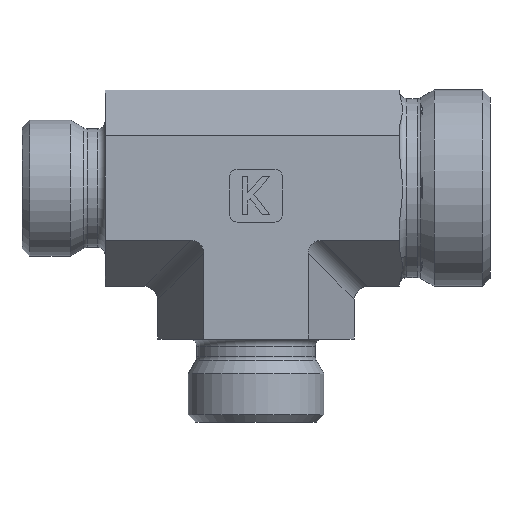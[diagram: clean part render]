
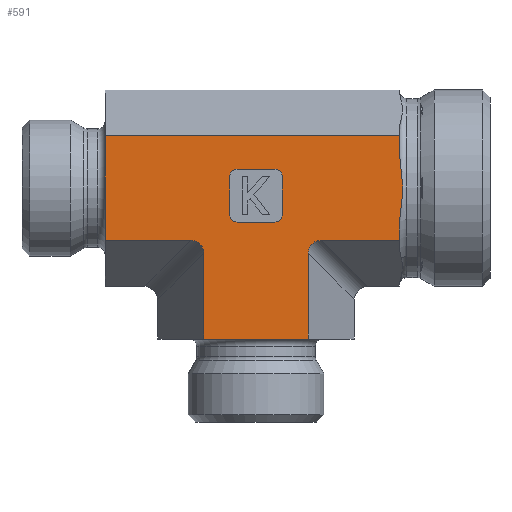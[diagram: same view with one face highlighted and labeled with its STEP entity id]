
A CAD part, left-side view. The second image highlights one B-rep face of the part: STEP entity #591.
In plain terms, the highlighted planar face has unit normal (-1, 0, 0).
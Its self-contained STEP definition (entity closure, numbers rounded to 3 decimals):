
#374=CARTESIAN_POINT('',(-30.485,29.544,15.072));
#375=VERTEX_POINT('',#374);
#382=CARTESIAN_POINT('',(-30.485,29.544,28.928));
#383=VERTEX_POINT('',#382);
#384=CARTESIAN_POINT('',(-30.485,29.544,28.928));
#385=DIRECTION('',(0.0,0.0,-1.0));
#386=VECTOR('',#385,13.856);
#387=LINE('',#384,#386);
#388=EDGE_CURVE('',#383,#375,#387,.T.);
#418=CARTESIAN_POINT('',(-30.485,2.616,0.0));
#419=DIRECTION('',(-1.0,0.0,0.0));
#420=DIRECTION('',(0.0,0.0,1.0));
#421=AXIS2_PLACEMENT_3D('',#418,#419,#420);
#422=PLANE('',#421);
#423=ORIENTED_EDGE('',*,*,#388,.T.);
#424=CARTESIAN_POINT('',(-30.485,18.204,15.072));
#425=VERTEX_POINT('',#424);
#426=CARTESIAN_POINT('',(-30.485,18.204,15.072));
#427=DIRECTION('',(0.0,1.0,0.0));
#428=VECTOR('',#427,11.34);
#429=LINE('',#426,#428);
#430=EDGE_CURVE('',#425,#375,#429,.T.);
#431=ORIENTED_EDGE('',*,*,#430,.F.);
#432=CARTESIAN_POINT('',(-30.485,16.472,13.34));
#433=VERTEX_POINT('',#432);
#434=CARTESIAN_POINT('',(-30.485,18.781,12.762));
#435=DIRECTION('',(-1.0,0.0,0.0));
#436=DIRECTION('',(0.0,-0.707,0.707));
#437=AXIS2_PLACEMENT_3D('',#434,#435,#436);
#438=ELLIPSE('',#437,2.582,2.0);
#439=EDGE_CURVE('',#433,#425,#438,.T.);
#440=ORIENTED_EDGE('',*,*,#439,.F.);
#441=CARTESIAN_POINT('',(-30.485,16.472,2.));
#442=VERTEX_POINT('',#441);
#443=CARTESIAN_POINT('',(-30.485,16.472,2.));
#444=DIRECTION('',(0.0,0.0,1.0));
#445=VECTOR('',#444,11.34);
#446=LINE('',#443,#445);
#447=EDGE_CURVE('',#442,#433,#446,.T.);
#448=ORIENTED_EDGE('',*,*,#447,.F.);
#449=CARTESIAN_POINT('',(-30.485,2.616,2.));
#450=VERTEX_POINT('',#449);
#451=CARTESIAN_POINT('',(-30.485,16.472,2.));
#452=DIRECTION('',(0.0,-1.0,0.0));
#453=VECTOR('',#452,13.856);
#454=LINE('',#451,#453);
#455=EDGE_CURVE('',#442,#450,#454,.T.);
#456=ORIENTED_EDGE('',*,*,#455,.T.);
#457=CARTESIAN_POINT('',(-30.485,2.616,13.34));
#458=VERTEX_POINT('',#457);
#459=CARTESIAN_POINT('',(-30.485,2.616,2.));
#460=DIRECTION('',(0.0,0.0,1.0));
#461=VECTOR('',#460,11.34);
#462=LINE('',#459,#461);
#463=EDGE_CURVE('',#450,#458,#462,.T.);
#464=ORIENTED_EDGE('',*,*,#463,.T.);
#465=CARTESIAN_POINT('',(-30.485,0.884,15.072));
#466=VERTEX_POINT('',#465);
#467=CARTESIAN_POINT('',(-30.485,0.306,12.762));
#468=DIRECTION('',(-1.0,0.0,0.0));
#469=DIRECTION('',(0.0,0.707,0.707));
#470=AXIS2_PLACEMENT_3D('',#467,#468,#469);
#471=ELLIPSE('',#470,2.582,2.0);
#472=EDGE_CURVE('',#466,#458,#471,.T.);
#473=ORIENTED_EDGE('',*,*,#472,.F.);
#474=CARTESIAN_POINT('',(-30.485,-9.456,15.072));
#475=VERTEX_POINT('',#474);
#476=CARTESIAN_POINT('',(-30.485,0.884,15.072));
#477=DIRECTION('',(0.0,-1.0,0.0));
#478=VECTOR('',#477,10.34);
#479=LINE('',#476,#478);
#480=EDGE_CURVE('',#466,#475,#479,.T.);
#481=ORIENTED_EDGE('',*,*,#480,.T.);
#482=CARTESIAN_POINT('',(-30.485,-9.456,17.404));
#483=VERTEX_POINT('',#482);
#484=CARTESIAN_POINT('',(-30.485,-9.456,15.072));
#485=DIRECTION('',(0.0,0.0,1.0));
#486=VECTOR('',#485,2.332);
#487=LINE('',#484,#486);
#488=EDGE_CURVE('',#475,#483,#487,.T.);
#489=ORIENTED_EDGE('',*,*,#488,.T.);
#490=CARTESIAN_POINT('',(-30.485,-9.456,26.596));
#491=VERTEX_POINT('',#490);
#492=CARTESIAN_POINT('',(-30.485,-9.456,17.404));
#493=CARTESIAN_POINT('',(-30.485,-9.456,17.913));
#494=CARTESIAN_POINT('',(-30.485,-9.515,18.52));
#495=CARTESIAN_POINT('',(-30.485,-9.707,19.955));
#496=CARTESIAN_POINT('',(-30.485,-9.929,21.06));
#497=CARTESIAN_POINT('',(-30.485,-9.929,22.94));
#498=CARTESIAN_POINT('',(-30.485,-9.707,24.045));
#499=CARTESIAN_POINT('',(-30.485,-9.515,25.48));
#500=CARTESIAN_POINT('',(-30.485,-9.456,26.087));
#501=CARTESIAN_POINT('',(-30.485,-9.456,26.596));
#502=B_SPLINE_CURVE_WITH_KNOTS('',3,(#492,#493,#494,#495,#496,#497,#498,#499,#500,#501),.UNSPECIFIED.,.F.,.U.,(4,2,2,2,4),(0.949,1.101,1.383,1.665,1.818),.UNSPECIFIED.);
#503=EDGE_CURVE('',#483,#491,#502,.T.);
#504=ORIENTED_EDGE('',*,*,#503,.T.);
#505=CARTESIAN_POINT('',(-30.485,-9.456,28.928));
#506=VERTEX_POINT('',#505);
#507=CARTESIAN_POINT('',(-30.485,-9.456,26.596));
#508=DIRECTION('',(0.0,0.0,1.0));
#509=VECTOR('',#508,2.332);
#510=LINE('',#507,#509);
#511=EDGE_CURVE('',#491,#506,#510,.T.);
#512=ORIENTED_EDGE('',*,*,#511,.T.);
#513=CARTESIAN_POINT('',(-30.485,29.544,28.928));
#514=DIRECTION('',(0.0,-1.0,0.0));
#515=VECTOR('',#514,39.);
#516=LINE('',#513,#515);
#517=EDGE_CURVE('',#383,#506,#516,.T.);
#518=ORIENTED_EDGE('',*,*,#517,.F.);
#519=EDGE_LOOP('',(#423,#431,#440,#448,#456,#464,#473,#481,#489,#504,#512,#518));
#520=FACE_OUTER_BOUND('',#519,.T.);
#521=CARTESIAN_POINT('',(-30.485,7.044,17.5));
#522=VERTEX_POINT('',#521);
#523=CARTESIAN_POINT('',(-30.485,12.044,17.5));
#524=VERTEX_POINT('',#523);
#525=CARTESIAN_POINT('',(-30.485,7.044,17.5));
#526=DIRECTION('',(0.0,1.0,0.0));
#527=VECTOR('',#526,5.);
#528=LINE('',#525,#527);
#529=EDGE_CURVE('',#522,#524,#528,.T.);
#530=ORIENTED_EDGE('',*,*,#529,.T.);
#531=CARTESIAN_POINT('',(-30.485,13.044,18.5));
#532=VERTEX_POINT('',#531);
#533=CARTESIAN_POINT('',(-30.485,12.044,18.5));
#534=DIRECTION('',(-1.0,0.0,0.0));
#535=DIRECTION('',(0.0,0.707,-0.707));
#536=AXIS2_PLACEMENT_3D('',#533,#534,#535);
#537=CIRCLE('',#536,1.0);
#538=EDGE_CURVE('',#532,#524,#537,.T.);
#539=ORIENTED_EDGE('',*,*,#538,.F.);
#540=CARTESIAN_POINT('',(-30.485,13.044,23.5));
#541=VERTEX_POINT('',#540);
#542=CARTESIAN_POINT('',(-30.485,13.044,18.5));
#543=DIRECTION('',(0.0,0.0,1.0));
#544=VECTOR('',#543,5.);
#545=LINE('',#542,#544);
#546=EDGE_CURVE('',#532,#541,#545,.T.);
#547=ORIENTED_EDGE('',*,*,#546,.T.);
#548=CARTESIAN_POINT('',(-30.485,12.044,24.5));
#549=VERTEX_POINT('',#548);
#550=CARTESIAN_POINT('',(-30.485,12.044,23.5));
#551=DIRECTION('',(-1.0,0.0,0.0));
#552=DIRECTION('',(0.0,0.707,0.707));
#553=AXIS2_PLACEMENT_3D('',#550,#551,#552);
#554=CIRCLE('',#553,1.0);
#555=EDGE_CURVE('',#549,#541,#554,.T.);
#556=ORIENTED_EDGE('',*,*,#555,.F.);
#557=CARTESIAN_POINT('',(-30.485,7.044,24.5));
#558=VERTEX_POINT('',#557);
#559=CARTESIAN_POINT('',(-30.485,12.044,24.5));
#560=DIRECTION('',(0.0,-1.0,0.0));
#561=VECTOR('',#560,5.);
#562=LINE('',#559,#561);
#563=EDGE_CURVE('',#549,#558,#562,.T.);
#564=ORIENTED_EDGE('',*,*,#563,.T.);
#565=CARTESIAN_POINT('',(-30.485,6.044,23.5));
#566=VERTEX_POINT('',#565);
#567=CARTESIAN_POINT('',(-30.485,7.044,23.5));
#568=DIRECTION('',(-1.0,0.0,0.0));
#569=DIRECTION('',(0.0,-0.707,0.707));
#570=AXIS2_PLACEMENT_3D('',#567,#568,#569);
#571=CIRCLE('',#570,1.0);
#572=EDGE_CURVE('',#566,#558,#571,.T.);
#573=ORIENTED_EDGE('',*,*,#572,.F.);
#574=CARTESIAN_POINT('',(-30.485,6.044,18.5));
#575=VERTEX_POINT('',#574);
#576=CARTESIAN_POINT('',(-30.485,6.044,23.5));
#577=DIRECTION('',(0.0,0.0,-1.0));
#578=VECTOR('',#577,5.0);
#579=LINE('',#576,#578);
#580=EDGE_CURVE('',#566,#575,#579,.T.);
#581=ORIENTED_EDGE('',*,*,#580,.T.);
#582=CARTESIAN_POINT('',(-30.485,7.044,18.5));
#583=DIRECTION('',(-1.0,0.0,0.0));
#584=DIRECTION('',(0.0,-0.707,-0.707));
#585=AXIS2_PLACEMENT_3D('',#582,#583,#584);
#586=CIRCLE('',#585,1.0);
#587=EDGE_CURVE('',#522,#575,#586,.T.);
#588=ORIENTED_EDGE('',*,*,#587,.F.);
#589=EDGE_LOOP('',(#530,#539,#547,#556,#564,#573,#581,#588));
#590=FACE_BOUND('',#589,.T.);
#591=ADVANCED_FACE('',(#520,#590),#422,.T.);
